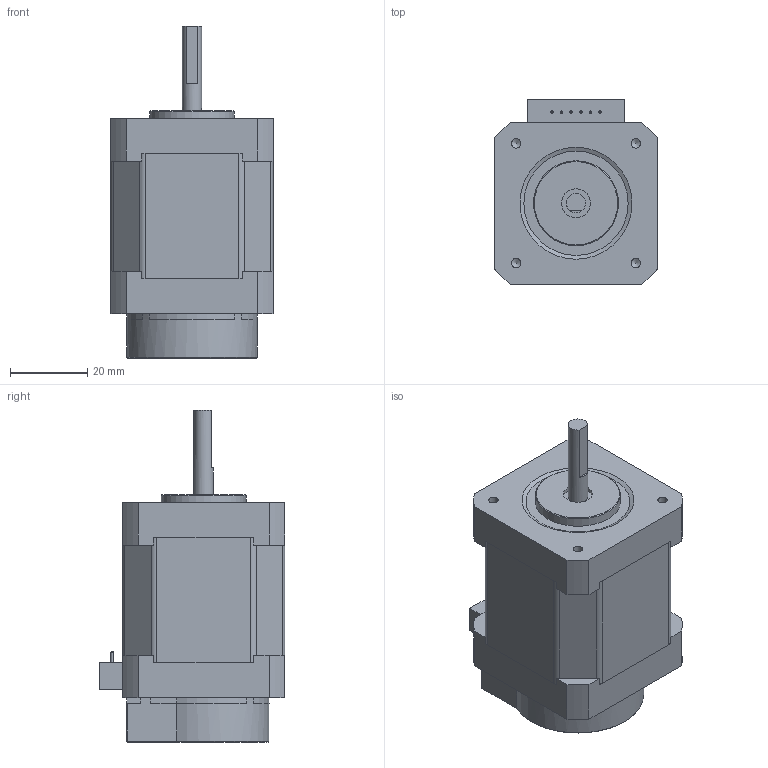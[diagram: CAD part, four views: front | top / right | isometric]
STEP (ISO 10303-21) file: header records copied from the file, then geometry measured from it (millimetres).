
FILE_DESCRIPTION((''),'2;1');
FILE_NAME('SC4118L1804-ENMO05(24)K.stp','2014-09-18T17:11:35',('Administrator'),(''),'Autodesk Inventor 2013','Autodesk Inventor 2013','');
FILE_SCHEMA(('AUTOMOTIVE_DESIGN { 1 0 10303 214 1 1 1 1 }'));
Length unit declared in the file: millimetre
Products named in the file (1): 零件1
Bounding box: 42 x 48 x 86 mm (x, y, z)
Volume: 91058.5 mm3; surface area: 18173.6 mm2
Topology: 1 solids, 12 shells, 415 faces, 1020 edges, 645 vertices
Faces by surface type: plane 318, cylinder 70, cone 13, torus 8, bspline 6
Full cylindrical faces by diameter (mm): 0.64 x6, 1 x3, 2 x6, 2.459 x4, 2.5 x4, 2.7 x4, 4.5 x4, 5 x2, 6 x4, 7.5 x1, 8 x1, 10 x1, 16 x1, 22 x1
Entity records: 12375 total; most frequent: CARTESIAN_POINT 2412, DIRECTION 1921, ORIENTED_EDGE 1888, EDGE_CURVE 944, VECTOR 739, LINE 739, VERTEX_POINT 624, AXIS2_PLACEMENT_3D 591
